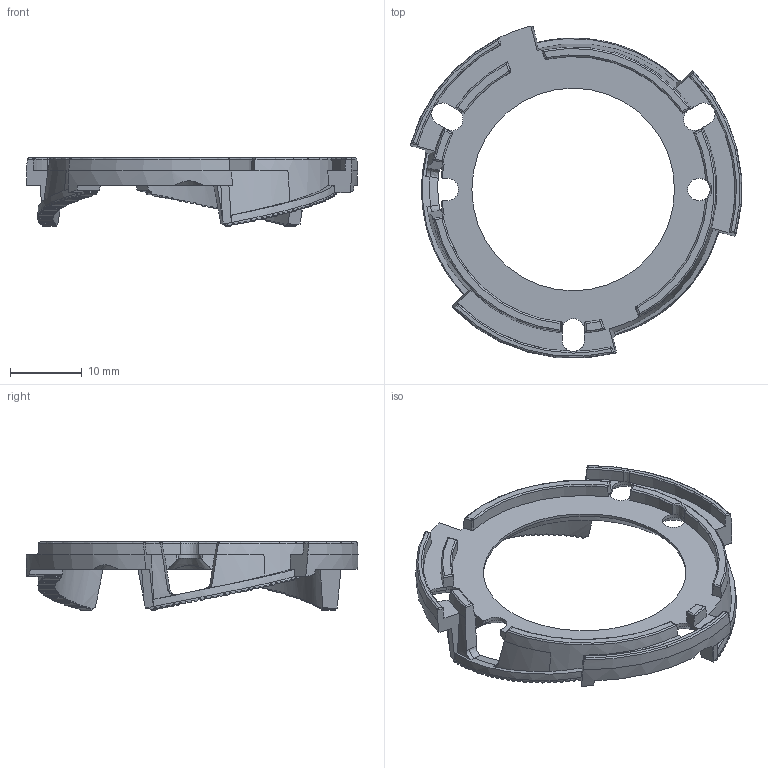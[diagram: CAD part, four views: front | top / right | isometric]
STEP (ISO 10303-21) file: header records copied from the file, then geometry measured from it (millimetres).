
FILE_DESCRIPTION(('STEP AP214'),'1');
FILE_NAME('LLH79ZB2 - Bridgelux.stp','2018-03-02T13:43:58',(' '),(' '),'Spatial InterOp 3D',' ',' ');
FILE_SCHEMA(('AUTOMOTIVE_DESIGN { 1 0 10303 214 1 1 1 1 }'));
Length unit declared in the file: millimetre
Products named in the file (1): LLH79ZB2 - Bridgelux
Bounding box: 46.07 x 46.19 x 9.48 mm (x, y, z)
Volume: 2240 mm3; surface area: 3294.1 mm2
Topology: 1 solids, 1 shells, 554 faces, 1587 edges, 1018 vertices
Faces by surface type: plane 216, cylinder 180, bspline 83, cone 43, torus 26, sphere 6
Full cylindrical faces by diameter (mm): 3.1 x1, 28.2 x1
Entity records: 27775 total; most frequent: CARTESIAN_POINT 10377, ORIENTED_EDGE 3148, DIRECTION 2163, EDGE_CURVE 1574, VERTEX_POINT 1015, AXIS2_PLACEMENT_3D 866, B_SPLINE_CURVE_WITH_KNOTS 749, EDGE_LOOP 559
